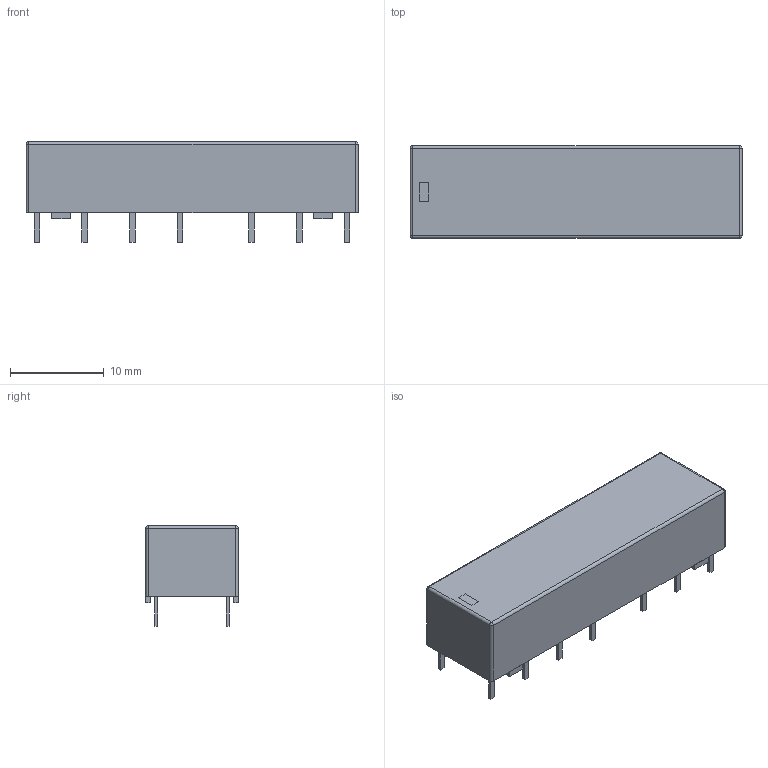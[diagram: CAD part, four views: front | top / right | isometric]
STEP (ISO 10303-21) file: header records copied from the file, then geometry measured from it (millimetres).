
FILE_DESCRIPTION((''),'2;1');
FILE_NAME('REL_OMRON_G6A-474P-ST.stp','2012-03-29T12:40:33',(''),(''),'Mechanical Desktop 2011','Mechanical Desktop 2011',', , ');
FILE_SCHEMA(('AUTOMOTIVE_DESIGN { 1 2 10303 214 1 1 1 1 }'));
Length unit declared in the file: millimetre
Products named in the file (1): Product
Bounding box: 35.4 x 9.9 x 10.72 mm (x, y, z)
Volume: 2657.7 mm3; surface area: 1480.8 mm2
Topology: 20 solids, 20 shells, 137 faces, 280 edges, 180 vertices
Faces by surface type: plane 96, bspline 29, cylinder 8, sphere 4
Entity records: 3530 total; most frequent: CARTESIAN_POINT 681, ORIENTED_EDGE 552, DIRECTION 510, EDGE_CURVE 276, VECTOR 260, LINE 260, VERTEX_POINT 180, EDGE_LOOP 138
